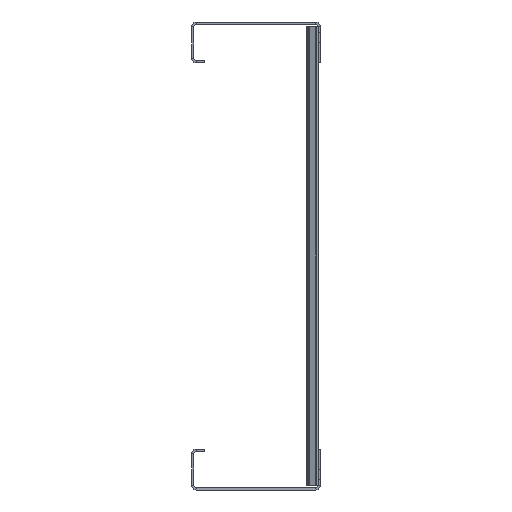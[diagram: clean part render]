
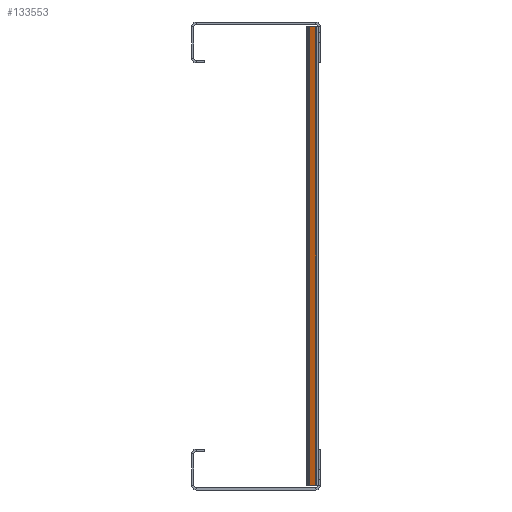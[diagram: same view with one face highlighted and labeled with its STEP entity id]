
A CAD part, left-side view. The second image highlights one B-rep face of the part: STEP entity #133553.
In plain terms, the highlighted planar face has unit normal (-0.94, 0.342, 0).
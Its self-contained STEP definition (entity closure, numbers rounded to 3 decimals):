
#75480=DIRECTION('',(0.,0.,1.));
#75481=VECTOR('',#75480,392.);
#75482=CARTESIAN_POINT('',(-1410.464,1.858,-196.));
#75483=LINE('',#75482,#75481);
#75488=DIRECTION('',(0.,0.,1.));
#75489=VECTOR('',#75488,392.);
#75490=CARTESIAN_POINT('',(-1408.027,8.552,-196.));
#75491=LINE('',#75490,#75489);
#78628=DIRECTION('',(-0.342,-0.94,0.));
#78629=VECTOR('',#78628,7.124);
#78630=CARTESIAN_POINT('',(-1408.027,8.552,-196.));
#78631=LINE('',#78630,#78629);
#78666=DIRECTION('',(-0.342,-0.94,0.));
#78667=VECTOR('',#78666,7.124);
#78668=CARTESIAN_POINT('',(-1408.027,8.552,196.));
#78669=LINE('',#78668,#78667);
#96440=CARTESIAN_POINT('',(-1408.027,8.552,-196.));
#96441=VERTEX_POINT('',#96440);
#96442=CARTESIAN_POINT('',(-1410.464,1.858,-196.));
#96443=VERTEX_POINT('',#96442);
#105120=CARTESIAN_POINT('',(-1408.027,8.552,196.));
#105121=VERTEX_POINT('',#105120);
#105122=CARTESIAN_POINT('',(-1410.464,1.858,196.));
#105123=VERTEX_POINT('',#105122);
#133539=CARTESIAN_POINT('',(-1408.027,8.552,-305.));
#133540=DIRECTION('',(-0.94,0.342,0.));
#133541=DIRECTION('',(-0.342,-0.94,0.));
#133542=AXIS2_PLACEMENT_3D('',#133539,#133540,#133541);
#133543=PLANE('',#133542);
#133545=ORIENTED_EDGE('',*,*,#133544,.T.);
#133547=ORIENTED_EDGE('',*,*,#133546,.T.);
#133548=ORIENTED_EDGE('',*,*,#133529,.F.);
#133550=ORIENTED_EDGE('',*,*,#133549,.F.);
#133551=EDGE_LOOP('',(#133545,#133547,#133548,#133550));
#133552=FACE_OUTER_BOUND('',#133551,.F.);
#133553=ADVANCED_FACE('',(#133552),#133543,.T.);
#133529=EDGE_CURVE('',#96443,#105123,#75483,.T.);
#133544=EDGE_CURVE('',#96441,#105121,#75491,.T.);
#133546=EDGE_CURVE('',#105121,#105123,#78669,.T.);
#133549=EDGE_CURVE('',#96441,#96443,#78631,.T.);
